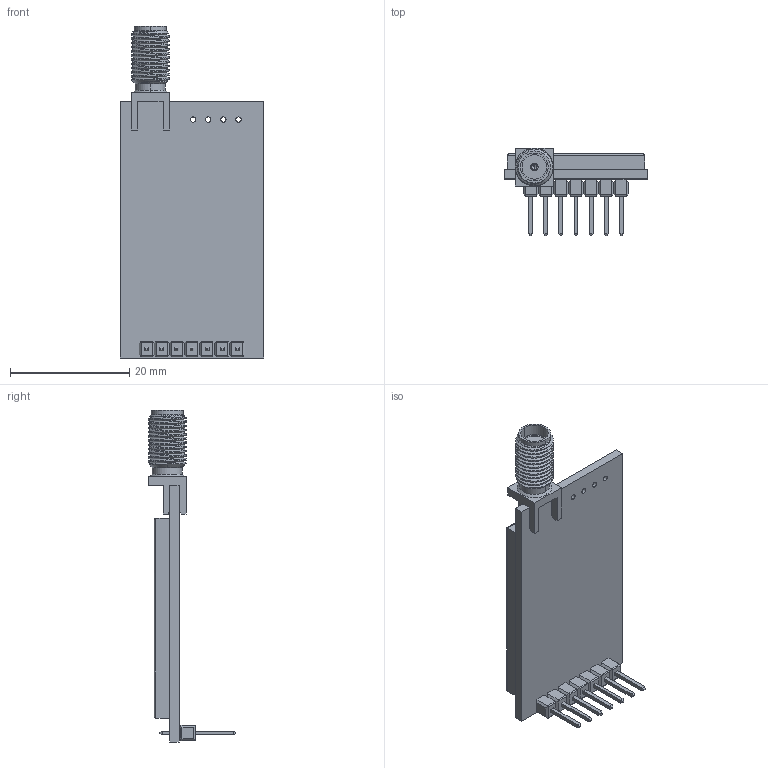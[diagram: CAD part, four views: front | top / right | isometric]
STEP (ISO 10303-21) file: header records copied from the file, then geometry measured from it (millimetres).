
FILE_DESCRIPTION (( 'STEP AP214' ), '1' );
FILE_NAME ('User Library-E220 900T30D STEP.STEP', '2022-11-21T12:21:45', ( '' ), ( '' ), 'SwSTEP 2.0', 'SolidWorks 2022', '' );
FILE_SCHEMA (( 'AUTOMOTIVE_DESIGN' ));
Length unit declared in the file: millimetre
Products named in the file (4): Pin Header 1x7 TH Pitch 2.54mm.stp; User Library-E220 900T30D STEP; Board; SMA-K Connector
Assembly tree (3 placements, depth 2):
  User Library-E220 900T30D STEP
    Board
    SMA-K Connector
    Pin Header 1x7 TH Pitch 2.54mm.stp
Bounding box: 24 x 14.65 x 55.7 mm (x, y, z)
Volume: 4128.6 mm3; surface area: 3629.5 mm2
Topology: 10 solids, 10 shells, 377 faces, 956 edges, 606 vertices
Faces by surface type: plane 282, cylinder 80, cone 13, bspline 2
Entity records: 15930 total; most frequent: CARTESIAN_POINT 4400, ORIENTED_EDGE 1908, DIRECTION 1688, EDGE_CURVE 954, VECTOR 746, LINE 746, VERTEX_POINT 606, AXIS2_PLACEMENT_3D 471
